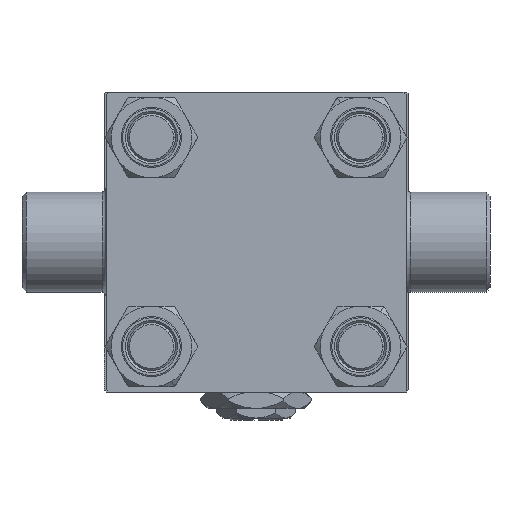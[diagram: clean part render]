
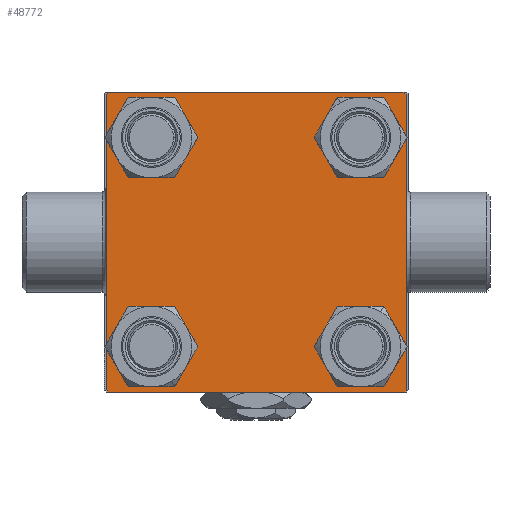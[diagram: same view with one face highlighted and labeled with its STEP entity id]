
A CAD part, left-side view. The second image highlights one B-rep face of the part: STEP entity #48772.
In plain terms, the highlighted planar face has unit normal (-1, 0, 0).
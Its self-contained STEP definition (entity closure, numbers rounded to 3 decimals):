
#171 = AXIS2_PLACEMENT_3D ( 'NONE', #41247, #36566, #33088 ) ;
#997 = EDGE_CURVE ( 'NONE', #8246, #35215, #5908, .T. ) ;
#1084 = CIRCLE ( 'NONE', #39810, 6.5 ) ;
#1728 = ORIENTED_EDGE ( 'NONE', *, *, #997, .F. ) ;
#1775 = CARTESIAN_POINT ( 'NONE',  ( 0., 37., -37.5 ) ) ;
#1892 = AXIS2_PLACEMENT_3D ( 'NONE', #29811, #14722, #41699 ) ;
#2333 = EDGE_CURVE ( 'NONE', #17451, #11848, #38538, .T. ) ;
#3149 = LINE ( 'NONE', #41024, #8597 ) ;
#3246 = EDGE_LOOP ( 'NONE', ( #23034, #32550 ) ) ;
#3356 = CIRCLE ( 'NONE', #6507, 6.5 ) ;
#4096 = ORIENTED_EDGE ( 'NONE', *, *, #31097, .T. ) ;
#4121 = DIRECTION ( 'NONE',  ( 0., 0., -1. ) ) ;
#4994 = ORIENTED_EDGE ( 'NONE', *, *, #20473, .T. ) ;
#5127 = DIRECTION ( 'NONE',  ( 0., -0.707, -0.707 ) ) ;
#5427 = DIRECTION ( 'NONE',  ( 0., 0., 1. ) ) ;
#5707 = ORIENTED_EDGE ( 'NONE', *, *, #14259, .T. ) ;
#5803 = EDGE_CURVE ( 'NONE', #35590, #27983, #9080, .T. ) ;
#5903 = VECTOR ( 'NONE', #10590, 1000. ) ;
#5908 = LINE ( 'NONE', #32143, #5903 ) ;
#5913 = EDGE_CURVE ( 'NONE', #24459, #42721, #8298, .T. ) ;
#6117 = EDGE_CURVE ( 'NONE', #27983, #35590, #20959, .T. ) ;
#6442 = CARTESIAN_POINT ( 'NONE',  ( 0., 26.15, -19.65 ) ) ;
#6507 = AXIS2_PLACEMENT_3D ( 'NONE', #39396, #20586, #47342 ) ;
#6734 = ORIENTED_EDGE ( 'NONE', *, *, #39387, .F. ) ;
#7485 = DIRECTION ( 'NONE',  ( 1., 0., 0. ) ) ;
#7939 = ORIENTED_EDGE ( 'NONE', *, *, #17158, .T. ) ;
#8073 = LINE ( 'NONE', #26657, #37083 ) ;
#8200 = CARTESIAN_POINT ( 'NONE',  ( 0., -26.15, -19.65 ) ) ;
#8246 = VERTEX_POINT ( 'NONE', #27296 ) ;
#8298 = CIRCLE ( 'NONE', #32012, 6.5 ) ;
#8498 = VECTOR ( 'NONE', #18928, 1000. ) ;
#8597 = VECTOR ( 'NONE', #29880, 1000. ) ;
#9080 = CIRCLE ( 'NONE', #23330, 6.5 ) ;
#9289 = ORIENTED_EDGE ( 'NONE', *, *, #37109, .T. ) ;
#9325 = VERTEX_POINT ( 'NONE', #33677 ) ;
#9344 = FACE_BOUND ( 'NONE', #42440, .T. ) ;
#10261 = CARTESIAN_POINT ( 'NONE',  ( 0., 37.25, 37.25 ) ) ;
#10590 = DIRECTION ( 'NONE',  ( 0., 0., -1. ) ) ;
#10764 = CARTESIAN_POINT ( 'NONE',  ( 0., 37.5, -37.5 ) ) ;
#10799 = VERTEX_POINT ( 'NONE', #25085 ) ;
#11006 = CIRCLE ( 'NONE', #32363, 6.5 ) ;
#11848 = VERTEX_POINT ( 'NONE', #1775 ) ;
#12074 = ORIENTED_EDGE ( 'NONE', *, *, #45421, .T. ) ;
#12166 = EDGE_LOOP ( 'NONE', ( #28601, #12074 ) ) ;
#12187 = CIRCLE ( 'NONE', #1892, 6.5 ) ;
#12371 = DIRECTION ( 'NONE',  ( 1., 0., 0. ) ) ;
#13946 = VERTEX_POINT ( 'NONE', #19038 ) ;
#14259 = EDGE_CURVE ( 'NONE', #9325, #17451, #33821, .T. ) ;
#14722 = DIRECTION ( 'NONE',  ( 1., 0., 0. ) ) ;
#14781 = DIRECTION ( 'NONE',  ( 0., -0.707, 0.707 ) ) ;
#15656 = DIRECTION ( 'NONE',  ( 1., 0., 0. ) ) ;
#16071 = DIRECTION ( 'NONE',  ( 0., -1., 0. ) ) ;
#16087 = CARTESIAN_POINT ( 'NONE',  ( 0., -26.15, -26.15 ) ) ;
#16573 = CARTESIAN_POINT ( 'NONE',  ( 0., 37.5, -37. ) ) ;
#16851 = CARTESIAN_POINT ( 'NONE',  ( 0., 26.15, 26.15 ) ) ;
#17087 = DIRECTION ( 'NONE',  ( 1., 0., 0. ) ) ;
#17158 = EDGE_CURVE ( 'NONE', #35410, #17388, #11006, .T. ) ;
#17388 = VERTEX_POINT ( 'NONE', #35631 ) ;
#17451 = VERTEX_POINT ( 'NONE', #16573 ) ;
#18928 = DIRECTION ( 'NONE',  ( 0., -1., 0. ) ) ;
#18996 = CARTESIAN_POINT ( 'NONE',  ( 0., -26.15, -26.15 ) ) ;
#19038 = CARTESIAN_POINT ( 'NONE',  ( 0., 37., 37.5 ) ) ;
#19885 = EDGE_LOOP ( 'NONE', ( #5707, #30541, #48831, #4994, #1728, #9289, #6734, #37808 ) ) ;
#20473 = EDGE_CURVE ( 'NONE', #31251, #35215, #8073, .T. ) ;
#20586 = DIRECTION ( 'NONE',  ( 1., 0., 0. ) ) ;
#20816 = EDGE_LOOP ( 'NONE', ( #4096, #7939 ) ) ;
#20959 = CIRCLE ( 'NONE', #46275, 6.5 ) ;
#22130 = LINE ( 'NONE', #10261, #33268 ) ;
#22188 = CARTESIAN_POINT ( 'NONE',  ( 0., 37.5, 37.5 ) ) ;
#23034 = ORIENTED_EDGE ( 'NONE', *, *, #5803, .T. ) ;
#23330 = AXIS2_PLACEMENT_3D ( 'NONE', #16087, #12371, #27471 ) ;
#23461 = ORIENTED_EDGE ( 'NONE', *, *, #45562, .T. ) ;
#24453 = FACE_BOUND ( 'NONE', #3246, .T. ) ;
#24459 = VERTEX_POINT ( 'NONE', #44436 ) ;
#24538 = EDGE_CURVE ( 'NONE', #13946, #9325, #22130, .T. ) ;
#24729 = CARTESIAN_POINT ( 'NONE',  ( 0., -26.15, 26.15 ) ) ;
#24769 = CARTESIAN_POINT ( 'NONE',  ( 0., -37., -37.5 ) ) ;
#24967 = DIRECTION ( 'NONE',  ( 1., 0., 0. ) ) ;
#25085 = CARTESIAN_POINT ( 'NONE',  ( 0., 26.15, -32.65 ) ) ;
#25128 = DIRECTION ( 'NONE',  ( 0., 0.707, -0.707 ) ) ;
#25285 = VECTOR ( 'NONE', #16071, 1000. ) ;
#25909 = PLANE ( 'NONE',  #171 ) ;
#26373 = LINE ( 'NONE', #10764, #8498 ) ;
#26657 = CARTESIAN_POINT ( 'NONE',  ( 0., -37.25, -37.25 ) ) ;
#26805 = DIRECTION ( 'NONE',  ( 0., 0., 1. ) ) ;
#26889 = VERTEX_POINT ( 'NONE', #32288 ) ;
#27296 = CARTESIAN_POINT ( 'NONE',  ( 0., -37.5, 37. ) ) ;
#27301 = CARTESIAN_POINT ( 'NONE',  ( 0., 26.15, 26.15 ) ) ;
#27471 = DIRECTION ( 'NONE',  ( 0., 0., 1. ) ) ;
#27741 = CARTESIAN_POINT ( 'NONE',  ( 0., -26.15, 32.65 ) ) ;
#27983 = VERTEX_POINT ( 'NONE', #35422 ) ;
#28145 = CARTESIAN_POINT ( 'NONE',  ( 0., 37.25, -37.25 ) ) ;
#28601 = ORIENTED_EDGE ( 'NONE', *, *, #31776, .T. ) ;
#28971 = LINE ( 'NONE', #44078, #25285 ) ;
#29811 = CARTESIAN_POINT ( 'NONE',  ( 0., 26.15, -26.15 ) ) ;
#29880 = DIRECTION ( 'NONE',  ( 0., 0.707, 0.707 ) ) ;
#30517 = CARTESIAN_POINT ( 'NONE',  ( 0., -37.5, -37. ) ) ;
#30541 = ORIENTED_EDGE ( 'NONE', *, *, #2333, .T. ) ;
#31097 = EDGE_CURVE ( 'NONE', #17388, #35410, #1084, .T. ) ;
#31251 = VERTEX_POINT ( 'NONE', #24769 ) ;
#31776 = EDGE_CURVE ( 'NONE', #39323, #10799, #12187, .T. ) ;
#32012 = AXIS2_PLACEMENT_3D ( 'NONE', #24729, #24967, #5427 ) ;
#32143 = CARTESIAN_POINT ( 'NONE',  ( 0., -37.5, 37.5 ) ) ;
#32288 = CARTESIAN_POINT ( 'NONE',  ( 0., -37., 37.5 ) ) ;
#32363 = AXIS2_PLACEMENT_3D ( 'NONE', #27301, #7485, #26805 ) ;
#32550 = ORIENTED_EDGE ( 'NONE', *, *, #6117, .T. ) ;
#33088 = DIRECTION ( 'NONE',  ( 0., 0., 1. ) ) ;
#33268 = VECTOR ( 'NONE', #25128, 1000. ) ;
#33677 = CARTESIAN_POINT ( 'NONE',  ( 0., 37.5, 37. ) ) ;
#33821 = LINE ( 'NONE', #22188, #37793 ) ;
#34494 = CARTESIAN_POINT ( 'NONE',  ( 0., 26.15, 19.65 ) ) ;
#34577 = DIRECTION ( 'NONE',  ( 1., 0., 0. ) ) ;
#34706 = CARTESIAN_POINT ( 'NONE',  ( 0., 26.15, -26.15 ) ) ;
#34713 = EDGE_CURVE ( 'NONE', #11848, #31251, #26373, .T. ) ;
#35215 = VERTEX_POINT ( 'NONE', #30517 ) ;
#35410 = VERTEX_POINT ( 'NONE', #34494 ) ;
#35422 = CARTESIAN_POINT ( 'NONE',  ( 0., -26.15, -32.65 ) ) ;
#35590 = VERTEX_POINT ( 'NONE', #8200 ) ;
#35631 = CARTESIAN_POINT ( 'NONE',  ( 0., 26.15, 32.65 ) ) ;
#35838 = FACE_BOUND ( 'NONE', #20816, .T. ) ;
#36566 = DIRECTION ( 'NONE',  ( -1., 0., 0. ) ) ;
#37083 = VECTOR ( 'NONE', #14781, 1000. ) ;
#37109 = EDGE_CURVE ( 'NONE', #8246, #26889, #3149, .T. ) ;
#37455 = ORIENTED_EDGE ( 'NONE', *, *, #5913, .T. ) ;
#37793 = VECTOR ( 'NONE', #4121, 1000. ) ;
#37808 = ORIENTED_EDGE ( 'NONE', *, *, #24538, .T. ) ;
#38538 = LINE ( 'NONE', #28145, #41524 ) ;
#39323 = VERTEX_POINT ( 'NONE', #6442 ) ;
#39387 = EDGE_CURVE ( 'NONE', #13946, #26889, #28971, .T. ) ;
#39396 = CARTESIAN_POINT ( 'NONE',  ( 0., -26.15, 26.15 ) ) ;
#39549 = FACE_BOUND ( 'NONE', #12166, .T. ) ;
#39617 = DIRECTION ( 'NONE',  ( 0., 0., 1. ) ) ;
#39810 = AXIS2_PLACEMENT_3D ( 'NONE', #16851, #17087, #39617 ) ;
#40036 = FACE_OUTER_BOUND ( 'NONE', #19885, .T. ) ;
#41024 = CARTESIAN_POINT ( 'NONE',  ( 0., -37.25, 37.25 ) ) ;
#41247 = CARTESIAN_POINT ( 'NONE',  ( 0., 0., 0. ) ) ;
#41524 = VECTOR ( 'NONE', #5127, 1000. ) ;
#41699 = DIRECTION ( 'NONE',  ( 0., 0., 1. ) ) ;
#41778 = DIRECTION ( 'NONE',  ( 0., 0., 1. ) ) ;
#41899 = DIRECTION ( 'NONE',  ( 0., 0., 1. ) ) ;
#42440 = EDGE_LOOP ( 'NONE', ( #23461, #37455 ) ) ;
#42721 = VERTEX_POINT ( 'NONE', #27741 ) ;
#44078 = CARTESIAN_POINT ( 'NONE',  ( 0., 37.5, 37.5 ) ) ;
#44436 = CARTESIAN_POINT ( 'NONE',  ( 0., -26.15, 19.65 ) ) ;
#45242 = CIRCLE ( 'NONE', #46073, 6.5 ) ;
#45421 = EDGE_CURVE ( 'NONE', #10799, #39323, #45242, .T. ) ;
#45562 = EDGE_CURVE ( 'NONE', #42721, #24459, #3356, .T. ) ;
#46073 = AXIS2_PLACEMENT_3D ( 'NONE', #34706, #15656, #41899 ) ;
#46275 = AXIS2_PLACEMENT_3D ( 'NONE', #18996, #34577, #41778 ) ;
#47342 = DIRECTION ( 'NONE',  ( 0., 0., 1. ) ) ;
#48772 = ADVANCED_FACE ( 'NONE', ( #9344, #24453, #39549, #35838, #40036 ), #25909, .T. ) ;
#48831 = ORIENTED_EDGE ( 'NONE', *, *, #34713, .T. ) ;
